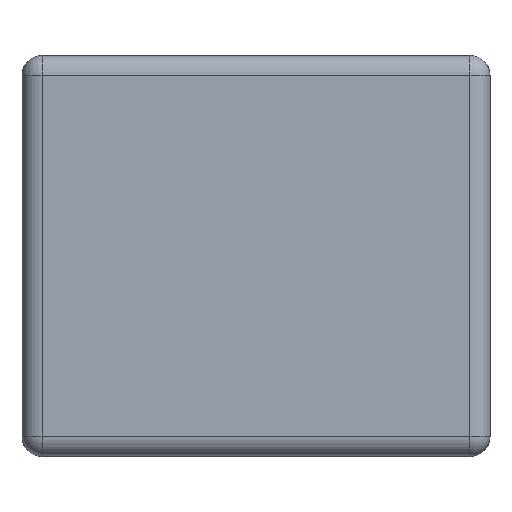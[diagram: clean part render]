
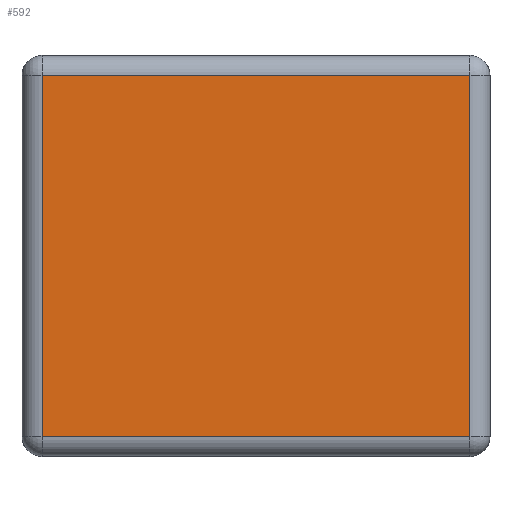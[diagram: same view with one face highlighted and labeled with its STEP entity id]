
A CAD part, left-side view. The second image highlights one B-rep face of the part: STEP entity #592.
In plain terms, the highlighted planar face has unit normal (-1, 0, 0).
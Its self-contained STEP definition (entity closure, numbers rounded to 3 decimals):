
#11 = EDGE_CURVE ( 'NONE', #1003, #1064, #999, .T. ) ;
#12 = CARTESIAN_POINT ( 'NONE',  ( -0.3, 0.335, 0.135 ) ) ;
#54 = ORIENTED_EDGE ( 'NONE', *, *, #11, .T. ) ;
#209 = DIRECTION ( 'NONE',  ( 0., 1., 0. ) ) ;
#240 = EDGE_CURVE ( 'NONE', #1157, #1003, #1175, .T. ) ;
#286 = CARTESIAN_POINT ( 'NONE',  ( -0.3, 0.015, 0.135 ) ) ;
#329 = CARTESIAN_POINT ( 'NONE',  ( -0.3, 0.015, -0.15 ) ) ;
#333 = DIRECTION ( 'NONE',  ( 0., 0., 1. ) ) ;
#403 = VECTOR ( 'NONE', #992, 1000. ) ;
#407 = DIRECTION ( 'NONE',  ( 0., -1., 0. ) ) ;
#429 = DIRECTION ( 'NONE',  ( 0., 0., -1. ) ) ;
#463 = VERTEX_POINT ( 'NONE', #497 ) ;
#497 = CARTESIAN_POINT ( 'NONE',  ( -0.3, 0.015, -0.135 ) ) ;
#577 = FACE_OUTER_BOUND ( 'NONE', #875, .T. ) ;
#592 = ADVANCED_FACE ( 'NONE', ( #577 ), #1007, .F. ) ;
#637 = CARTESIAN_POINT ( 'NONE',  ( -0.3, 0.35, 0.135 ) ) ;
#678 = EDGE_CURVE ( 'NONE', #463, #1157, #922, .T. ) ;
#707 = VECTOR ( 'NONE', #407, 1000. ) ;
#743 = LINE ( 'NONE', #1191, #707 ) ;
#770 = ORIENTED_EDGE ( 'NONE', *, *, #678, .T. ) ;
#821 = ORIENTED_EDGE ( 'NONE', *, *, #240, .T. ) ;
#875 = EDGE_LOOP ( 'NONE', ( #54, #1253, #770, #821 ) ) ;
#922 = LINE ( 'NONE', #329, #1107 ) ;
#992 = DIRECTION ( 'NONE',  ( 0., 0., -1. ) ) ;
#999 = LINE ( 'NONE', #1202, #403 ) ;
#1003 = VERTEX_POINT ( 'NONE', #12 ) ;
#1007 = PLANE ( 'NONE',  #1239 ) ;
#1024 = CARTESIAN_POINT ( 'NONE',  ( -0.3, 0.35, -0.15 ) ) ;
#1048 = VECTOR ( 'NONE', #209, 1000. ) ;
#1064 = VERTEX_POINT ( 'NONE', #1211 ) ;
#1107 = VECTOR ( 'NONE', #333, 1000. ) ;
#1108 = DIRECTION ( 'NONE',  ( 1., 0., 0. ) ) ;
#1157 = VERTEX_POINT ( 'NONE', #286 ) ;
#1175 = LINE ( 'NONE', #637, #1048 ) ;
#1191 = CARTESIAN_POINT ( 'NONE',  ( -0.3, 0.35, -0.135 ) ) ;
#1202 = CARTESIAN_POINT ( 'NONE',  ( -0.3, 0.335, -0.15 ) ) ;
#1203 = EDGE_CURVE ( 'NONE', #1064, #463, #743, .T. ) ;
#1211 = CARTESIAN_POINT ( 'NONE',  ( -0.3, 0.335, -0.135 ) ) ;
#1239 = AXIS2_PLACEMENT_3D ( 'NONE', #1024, #1108, #429 ) ;
#1253 = ORIENTED_EDGE ( 'NONE', *, *, #1203, .T. ) ;
